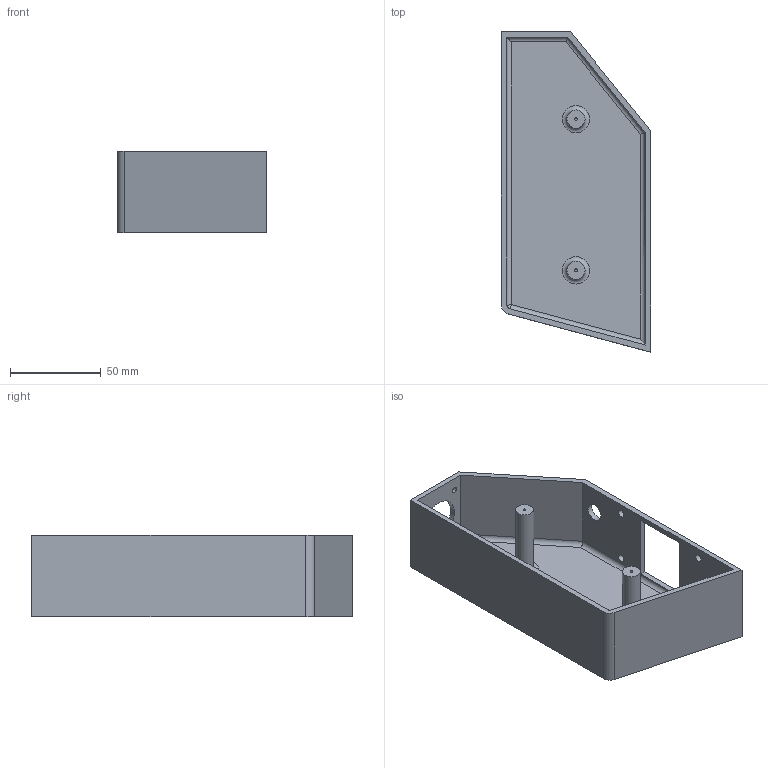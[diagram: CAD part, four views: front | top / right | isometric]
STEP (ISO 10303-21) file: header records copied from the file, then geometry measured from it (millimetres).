
FILE_DESCRIPTION(/* description */ (''),/* implementation_level */ '2;1');
FILE_NAME(/* name */ 'Back Ext Left.stp',/* time_stamp */ '2020-12-05T18:00:13+01:00',/* author */ (''),/* organization */ (''),/* preprocessor_version */ 'ST-DEVELOPER v18.1',/* originating_system */ 'Autodesk Translation Framework v9.3.0.1241',/* authorisation */ '');
FILE_SCHEMA (('AUTOMOTIVE_DESIGN { 1 0 10303 214 3 1 1 }'));
Length unit declared in the file: millimetre
Products named in the file (1): Back Ext - Left
Bounding box: 82 x 176.14 x 45 mm (x, y, z)
Volume: 95824.3 mm3; surface area: 63957.3 mm2
Topology: 1 solids, 1 shells, 48 faces, 114 edges, 73 vertices
Faces by surface type: cylinder 23, plane 22, torus 2, bspline 1
Full cylindrical faces by diameter (mm): 1.5 x2, 3.2 x4, 4.2 x4, 10 x4, 25 x1
Entity records: 1503 total; most frequent: CARTESIAN_POINT 264, DIRECTION 257, ORIENTED_EDGE 226, EDGE_CURVE 113, AXIS2_PLACEMENT_3D 96, EDGE_LOOP 78, VERTEX_POINT 73, LINE 65
